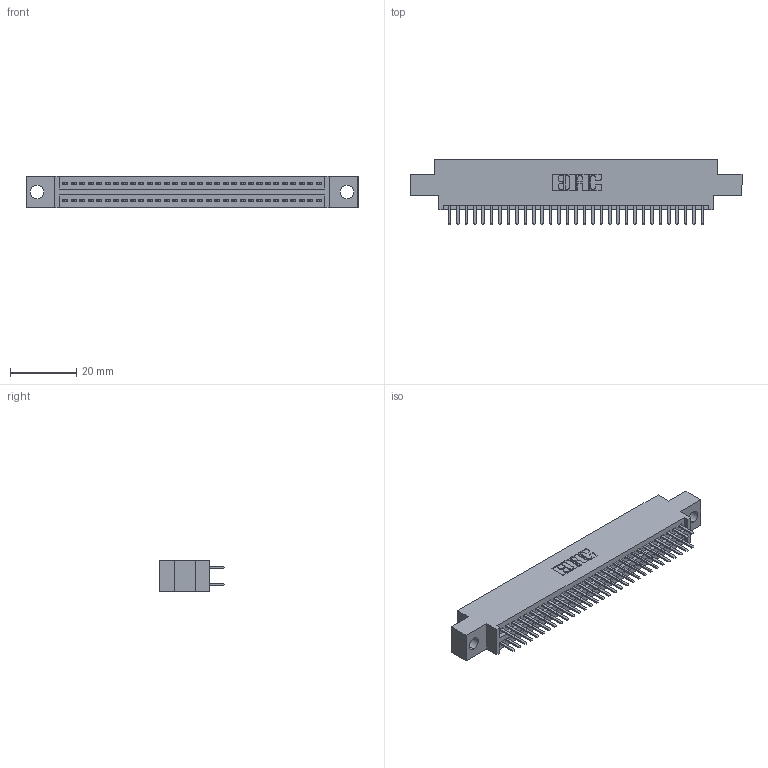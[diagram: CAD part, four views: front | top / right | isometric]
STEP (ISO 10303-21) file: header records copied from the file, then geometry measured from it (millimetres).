
FILE_DESCRIPTION (( 'STEP AP203' ), '1' );
FILE_NAME ('395-062-520-804.STEP', '2021-06-17T02:22:03', ( '' ), ( '' ), 'SwSTEP 2.0', 'SolidWorks 2020', '' );
FILE_SCHEMA (( 'CONFIG_CONTROL_DESIGN' ));
Length unit declared in the file: inch
Products named in the file (3): 345 Part_0.170 Offset - 0.156 Dia-TI; 395-062-520-804; 345-292-001_345-293-120
Assembly tree (63 placements, depth 2):
  395-062-520-804
    345 Part_0.170 Offset - 0.156 Dia-TI
    345-292-001_345-293-120  x62
Bounding box: 99.95 x 19.68 x 9.4 mm (x, y, z)
Volume: 9360.5 mm3; surface area: 13560.4 mm2
Topology: 63 solids, 63 shells, 3492 faces, 10123 edges, 6582 vertices
Faces by surface type: plane 2268, cylinder 1224
Entity records: 26469 total; most frequent: CARTESIAN_POINT 4466, ORIENTED_EDGE 4386, DIRECTION 3937, EDGE_CURVE 2193, LINE 1933, VECTOR 1933, VERTEX_POINT 1458, AXIS2_PLACEMENT_3D 1002
